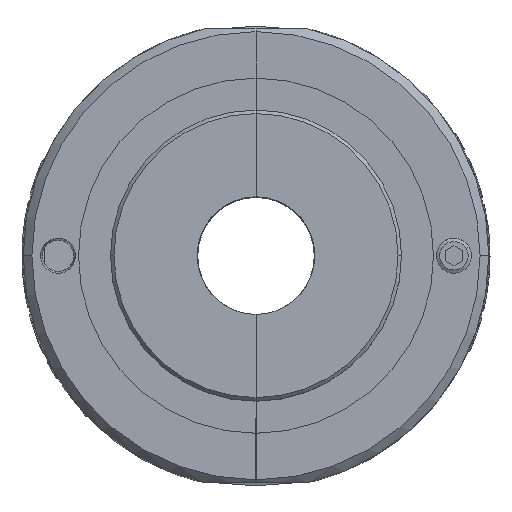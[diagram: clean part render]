
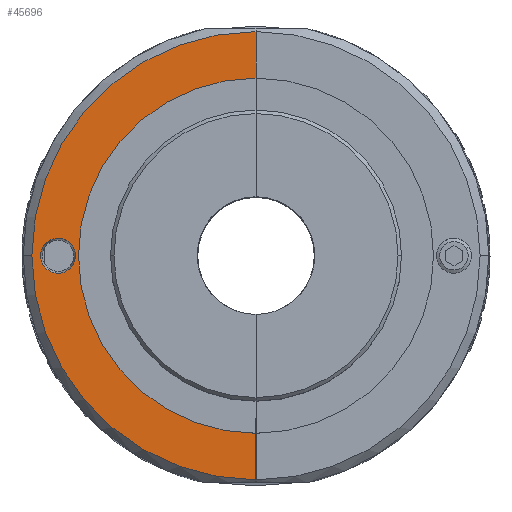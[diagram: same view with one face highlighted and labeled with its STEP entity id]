
A CAD part, top view. The second image highlights one B-rep face of the part: STEP entity #45696.
In plain terms, the highlighted planar face has unit normal (0, 0, 1).
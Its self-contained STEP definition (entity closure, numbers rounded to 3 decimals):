
#212 = AXIS2_PLACEMENT_3D ( 'NONE', #21500, #35916, #3467 ) ;
#696 = DIRECTION ( 'NONE',  ( -1., 0., 0. ) ) ;
#1276 = ORIENTED_EDGE ( 'NONE', *, *, #42939, .T. ) ;
#1351 = ORIENTED_EDGE ( 'NONE', *, *, #29152, .T. ) ;
#2994 = CIRCLE ( 'NONE', #212, 1.5 ) ;
#3410 = ORIENTED_EDGE ( 'NONE', *, *, #30597, .F. ) ;
#3467 = DIRECTION ( 'NONE',  ( 1., 0., 0. ) ) ;
#3881 = AXIS2_PLACEMENT_3D ( 'NONE', #26547, #26832, #17689 ) ;
#3935 = VERTEX_POINT ( 'NONE', #28121 ) ;
#4214 = DIRECTION ( 'NONE',  ( 0., 0., -1. ) ) ;
#6716 = CARTESIAN_POINT ( 'NONE',  ( 0., 0., -7.5 ) ) ;
#9539 = CIRCLE ( 'NONE', #13282, 15.25 ) ;
#10254 = ORIENTED_EDGE ( 'NONE', *, *, #43101, .F. ) ;
#11956 = CARTESIAN_POINT ( 'NONE',  ( -15.5, 0., -7.5 ) ) ;
#12743 = AXIS2_PLACEMENT_3D ( 'NONE', #19450, #19745, #28583 ) ;
#12747 = AXIS2_PLACEMENT_3D ( 'NONE', #6716, #33854, #57036 ) ;
#13282 = AXIS2_PLACEMENT_3D ( 'NONE', #21555, #17098, #31850 ) ;
#16190 = EDGE_LOOP ( 'NONE', ( #39379, #1351, #1276, #56640, #10254 ) ) ;
#17098 = DIRECTION ( 'NONE',  ( 0., 0., 1. ) ) ;
#17503 = FACE_OUTER_BOUND ( 'NONE', #16190, .T. ) ;
#17689 = DIRECTION ( 'NONE',  ( -1., 0., 0. ) ) ;
#18083 = CARTESIAN_POINT ( 'NONE',  ( 0., 15.25, -7.5 ) ) ;
#19450 = CARTESIAN_POINT ( 'NONE',  ( -17., 0., -7.5 ) ) ;
#19589 = VERTEX_POINT ( 'NONE', #21371 ) ;
#19745 = DIRECTION ( 'NONE',  ( 0., 0., 1. ) ) ;
#21371 = CARTESIAN_POINT ( 'NONE',  ( 0., -19.25, -7.5 ) ) ;
#21500 = CARTESIAN_POINT ( 'NONE',  ( -17., 0., -7.5 ) ) ;
#21555 = CARTESIAN_POINT ( 'NONE',  ( 0., 0., -7.5 ) ) ;
#22985 = DIRECTION ( 'NONE',  ( 0., 1., 0. ) ) ;
#23133 = FACE_BOUND ( 'NONE', #27663, .T. ) ;
#23512 = VECTOR ( 'NONE', #22985, 1000. ) ;
#26547 = CARTESIAN_POINT ( 'NONE',  ( 0., 0., -7.5 ) ) ;
#26566 = CARTESIAN_POINT ( 'NONE',  ( 0., 19.25, -7.5 ) ) ;
#26832 = DIRECTION ( 'NONE',  ( 0., 0., 1. ) ) ;
#27663 = EDGE_LOOP ( 'NONE', ( #3410, #27679 ) ) ;
#27679 = ORIENTED_EDGE ( 'NONE', *, *, #43850, .F. ) ;
#28121 = CARTESIAN_POINT ( 'NONE',  ( -19.25, 0., -7.5 ) ) ;
#28583 = DIRECTION ( 'NONE',  ( 1., 0., 0. ) ) ;
#29152 = EDGE_CURVE ( 'NONE', #58274, #3935, #57821, .T. ) ;
#30597 = EDGE_CURVE ( 'NONE', #31135, #50881, #30684, .T. ) ;
#30684 = CIRCLE ( 'NONE', #12743, 1.5 ) ;
#31135 = VERTEX_POINT ( 'NONE', #11956 ) ;
#31850 = DIRECTION ( 'NONE',  ( 1., 0., 0. ) ) ;
#32950 = CARTESIAN_POINT ( 'NONE',  ( 0., 15.25, -7.5 ) ) ;
#33205 = DIRECTION ( 'NONE',  ( 0., 1., 0. ) ) ;
#33812 = LINE ( 'NONE', #46471, #39084 ) ;
#33854 = DIRECTION ( 'NONE',  ( 0., 0., 1. ) ) ;
#35916 = DIRECTION ( 'NONE',  ( 0., 0., 1. ) ) ;
#36227 = LINE ( 'NONE', #32950, #23512 ) ;
#39084 = VECTOR ( 'NONE', #33205, 1000. ) ;
#39379 = ORIENTED_EDGE ( 'NONE', *, *, #48118, .T. ) ;
#40790 = EDGE_CURVE ( 'NONE', #19589, #43636, #36227, .T. ) ;
#42939 = EDGE_CURVE ( 'NONE', #3935, #19589, #50901, .T. ) ;
#43101 = EDGE_CURVE ( 'NONE', #55081, #43636, #9539, .T. ) ;
#43636 = VERTEX_POINT ( 'NONE', #54742 ) ;
#43850 = EDGE_CURVE ( 'NONE', #50881, #31135, #2994, .T. ) ;
#44612 = AXIS2_PLACEMENT_3D ( 'NONE', #18083, #4214, #696 ) ;
#45696 = ADVANCED_FACE ( 'NONE', ( #23133, #17503 ), #49015, .F. ) ;
#46471 = CARTESIAN_POINT ( 'NONE',  ( 0., 15.25, -7.5 ) ) ;
#48118 = EDGE_CURVE ( 'NONE', #55081, #58274, #33812, .T. ) ;
#48441 = CARTESIAN_POINT ( 'NONE',  ( -18.5, 0., -7.5 ) ) ;
#49015 = PLANE ( 'NONE',  #44612 ) ;
#50881 = VERTEX_POINT ( 'NONE', #48441 ) ;
#50901 = CIRCLE ( 'NONE', #3881, 19.25 ) ;
#53084 = CARTESIAN_POINT ( 'NONE',  ( 0., 15.25, -7.5 ) ) ;
#54742 = CARTESIAN_POINT ( 'NONE',  ( 0., -15.25, -7.5 ) ) ;
#55081 = VERTEX_POINT ( 'NONE', #53084 ) ;
#56640 = ORIENTED_EDGE ( 'NONE', *, *, #40790, .T. ) ;
#57036 = DIRECTION ( 'NONE',  ( -1., 0., 0. ) ) ;
#57821 = CIRCLE ( 'NONE', #12747, 19.25 ) ;
#58274 = VERTEX_POINT ( 'NONE', #26566 ) ;
